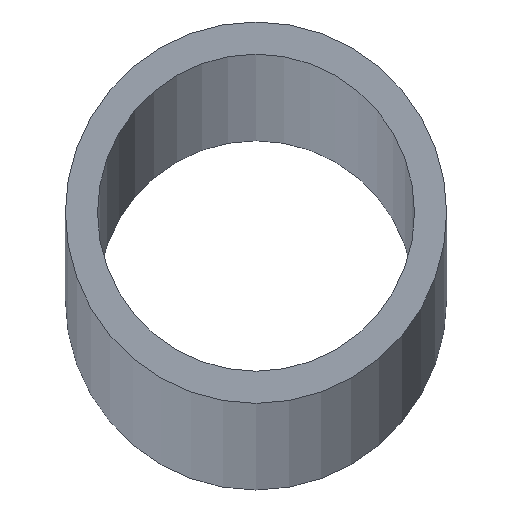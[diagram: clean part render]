
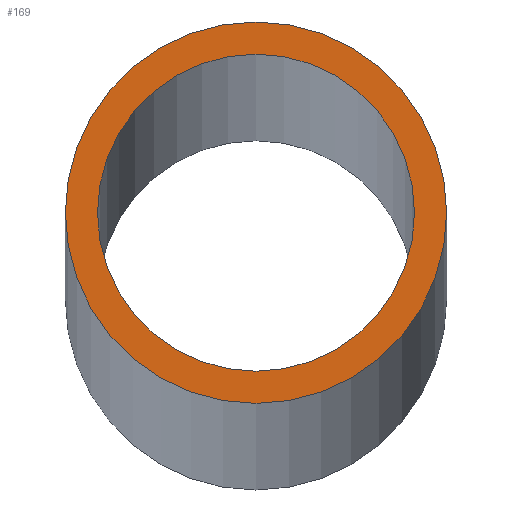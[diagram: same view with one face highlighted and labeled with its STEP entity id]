
A CAD part, top view. The second image highlights one B-rep face of the part: STEP entity #169.
In plain terms, the highlighted planar face has unit normal (0, 0, 1).
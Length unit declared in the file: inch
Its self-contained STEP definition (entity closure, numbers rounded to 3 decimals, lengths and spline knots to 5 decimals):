
#4 = EDGE_CURVE ( 'NONE', #181, #213, #193, .T. ) ;
#5 = CARTESIAN_POINT ( 'NONE',  ( -0.83, 0., 216. ) ) ;
#6 = ORIENTED_EDGE ( 'NONE', *, *, #158, .F. ) ;
#7 = CARTESIAN_POINT ( 'NONE',  ( 0., 0., 216. ) ) ;
#10 = FACE_BOUND ( 'NONE', #117, .T. ) ;
#20 = AXIS2_PLACEMENT_3D ( 'NONE', #183, #90, #52 ) ;
#34 = FACE_OUTER_BOUND ( 'NONE', #46, .T. ) ;
#46 = EDGE_LOOP ( 'NONE', ( #98, #62 ) ) ;
#48 = CARTESIAN_POINT ( 'NONE',  ( 0., 0., 216. ) ) ;
#49 = CARTESIAN_POINT ( 'NONE',  ( 0.69, 0., 216. ) ) ;
#52 = DIRECTION ( 'NONE',  ( 1., 0., 0. ) ) ;
#62 = ORIENTED_EDGE ( 'NONE', *, *, #4, .T. ) ;
#64 = CARTESIAN_POINT ( 'NONE',  ( 0., 0., 216. ) ) ;
#72 = AXIS2_PLACEMENT_3D ( 'NONE', #64, #122, #199 ) ;
#85 = DIRECTION ( 'NONE',  ( 1., 0., 0. ) ) ;
#86 = DIRECTION ( 'NONE',  ( 1., 0., 0. ) ) ;
#90 = DIRECTION ( 'NONE',  ( 0., 0., 1. ) ) ;
#92 = CARTESIAN_POINT ( 'NONE',  ( 0., 0., 216. ) ) ;
#93 = CIRCLE ( 'NONE', #72, 0.69 ) ;
#96 = CIRCLE ( 'NONE', #235, 0.69 ) ;
#98 = ORIENTED_EDGE ( 'NONE', *, *, #144, .T. ) ;
#101 = VERTEX_POINT ( 'NONE', #140 ) ;
#104 = DIRECTION ( 'NONE',  ( 0., 0., 1. ) ) ;
#106 = DIRECTION ( 'NONE',  ( 0., 0., 1. ) ) ;
#110 = DIRECTION ( 'NONE',  ( 0., 0., 1. ) ) ;
#112 = AXIS2_PLACEMENT_3D ( 'NONE', #92, #106, #202 ) ;
#117 = EDGE_LOOP ( 'NONE', ( #6, #200 ) ) ;
#122 = DIRECTION ( 'NONE',  ( 0., 0., 1. ) ) ;
#123 = VERTEX_POINT ( 'NONE', #49 ) ;
#140 = CARTESIAN_POINT ( 'NONE',  ( -0.69, 0., 216. ) ) ;
#144 = EDGE_CURVE ( 'NONE', #213, #181, #225, .T. ) ;
#146 = CARTESIAN_POINT ( 'NONE',  ( 0.83, 0., 216. ) ) ;
#158 = EDGE_CURVE ( 'NONE', #101, #123, #93, .T. ) ;
#167 = PLANE ( 'NONE',  #20 ) ;
#169 = ADVANCED_FACE ( 'NONE', ( #34, #10 ), #167, .T. ) ;
#181 = VERTEX_POINT ( 'NONE', #146 ) ;
#183 = CARTESIAN_POINT ( 'NONE',  ( 0., 0., 216. ) ) ;
#193 = CIRCLE ( 'NONE', #228, 0.83 ) ;
#195 = EDGE_CURVE ( 'NONE', #123, #101, #96, .T. ) ;
#199 = DIRECTION ( 'NONE',  ( 1., 0., 0. ) ) ;
#200 = ORIENTED_EDGE ( 'NONE', *, *, #195, .F. ) ;
#202 = DIRECTION ( 'NONE',  ( 1., 0., 0. ) ) ;
#213 = VERTEX_POINT ( 'NONE', #5 ) ;
#225 = CIRCLE ( 'NONE', #112, 0.83 ) ;
#228 = AXIS2_PLACEMENT_3D ( 'NONE', #48, #104, #85 ) ;
#235 = AXIS2_PLACEMENT_3D ( 'NONE', #7, #110, #86 ) ;
